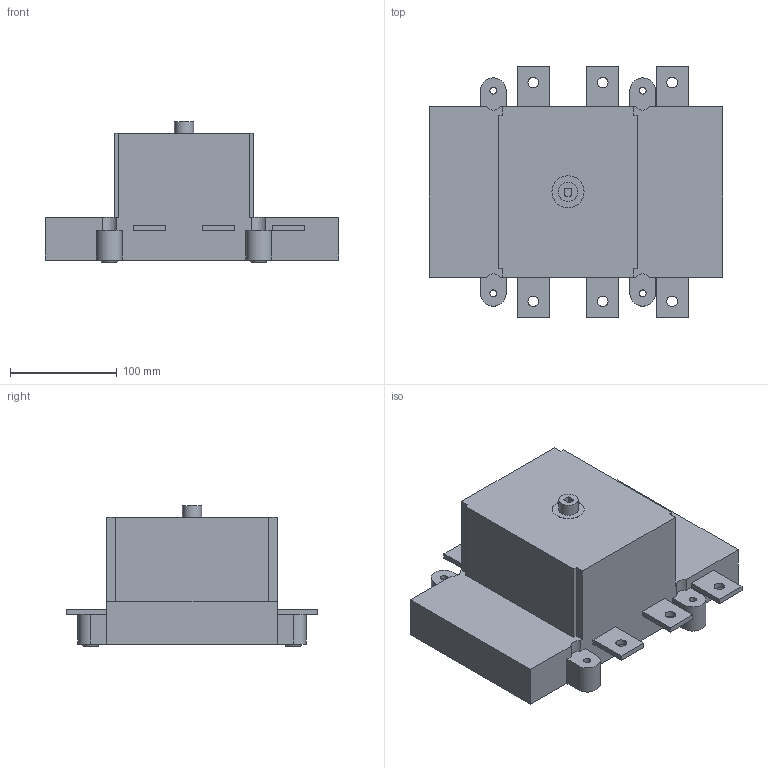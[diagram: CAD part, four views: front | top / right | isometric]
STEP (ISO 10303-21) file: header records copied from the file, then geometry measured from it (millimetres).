
FILE_DESCRIPTION(/* description */ (''),/* implementation_level */ '2;1');
FILE_NAME(/* name */ '3d_GE0630.stp',/* time_stamp */ '2018-10-08T14:57:17+02:00',/* author */ ('Andrzej'),/* organization */ (''),/* preprocessor_version */ 'ST-DEVELOPER v16.13',/* originating_system */ 'AutoCAD Mechanical',/* authorisation */ '');
FILE_SCHEMA (('AUTOMOTIVE_DESIGN { 1 0 10303 214 3 1 1 }'));
Length unit declared in the file: millimetre
Products named in the file (1): Product
Bounding box: 275 x 235 x 132 mm (x, y, z)
Volume: 3484843.3 mm3; surface area: 197292.4 mm2
Topology: 1 solids, 1 shells, 103 faces, 282 edges, 198 vertices
Faces by surface type: plane 79, cylinder 20, cone 4
Full cylindrical faces by diameter (mm): 6.5 x4, 10 x6, 18 x1, 30 x1
Entity records: 3160 total; most frequent: CARTESIAN_POINT 552, DIRECTION 516, ORIENTED_EDGE 496, EDGE_CURVE 248, LINE 204, VECTOR 204, VERTEX_POINT 176, AXIS2_PLACEMENT_3D 156
